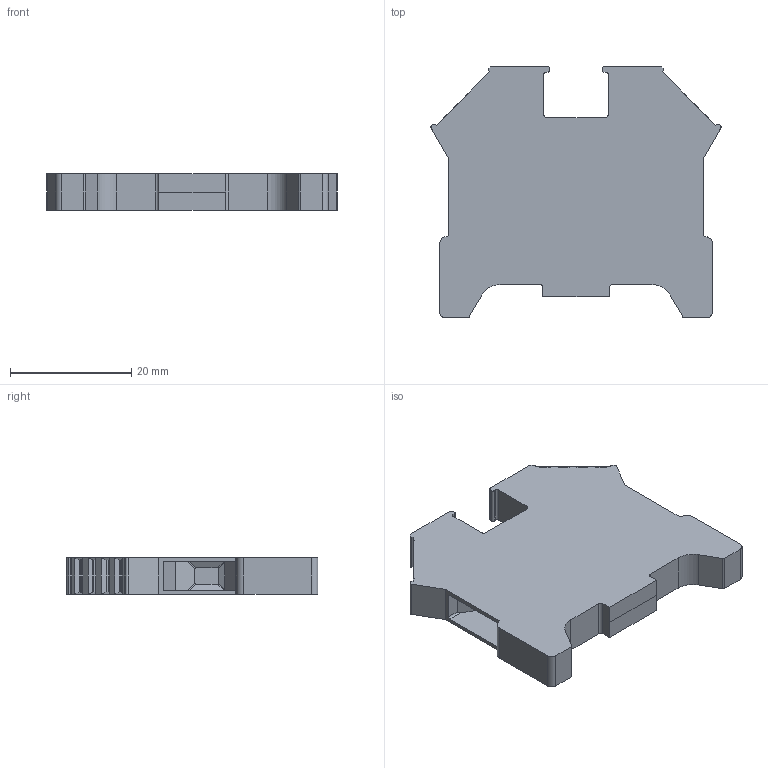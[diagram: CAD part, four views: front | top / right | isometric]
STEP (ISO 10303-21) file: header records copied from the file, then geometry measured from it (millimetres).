
FILE_DESCRIPTION(/* description */ (''),/* implementation_level */ '2;1');
FILE_NAME(/* name */ '1055_SL32_iso.stp',/* time_stamp */ '2011-07-18T14:10:39+02:00',/* author */ (''),/* organization */ (''),/* preprocessor_version */ 'ST-DEVELOPER v11',/* originating_system */ 'SIEMENS UGS NX 6.0',/* authorisation */ '');
FILE_SCHEMA (('CONFIG_CONTROL_DESIGN'));
Length unit declared in the file: millimetre
Products named in the file (1): 1055_SL32_iso
Bounding box: 47.85 x 41.5 x 6.1 mm (x, y, z)
Volume: 8308.9 mm3; surface area: 4876.8 mm2
Topology: 1 solids, 1 shells, 240 faces, 670 edges, 444 vertices
Faces by surface type: plane 175, cylinder 65
Full cylindrical faces by diameter (mm): 4.2 x3
Entity records: 7662 total; most frequent: CARTESIAN_POINT 1692, ORIENTED_EDGE 1332, DIRECTION 1096, EDGE_CURVE 666, LINE 446, VECTOR 446, VERTEX_POINT 443, AXIS2_PLACEMENT_3D 325
